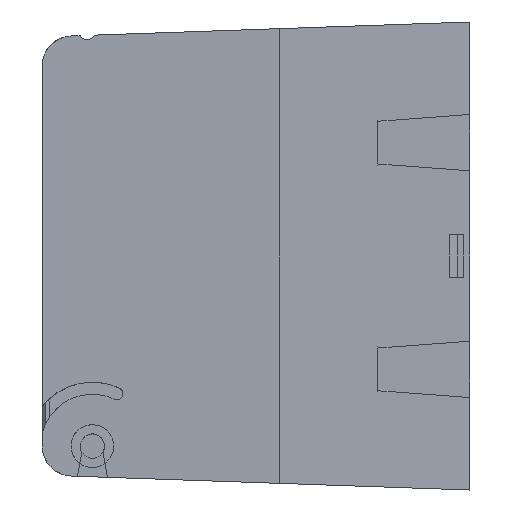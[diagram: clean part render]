
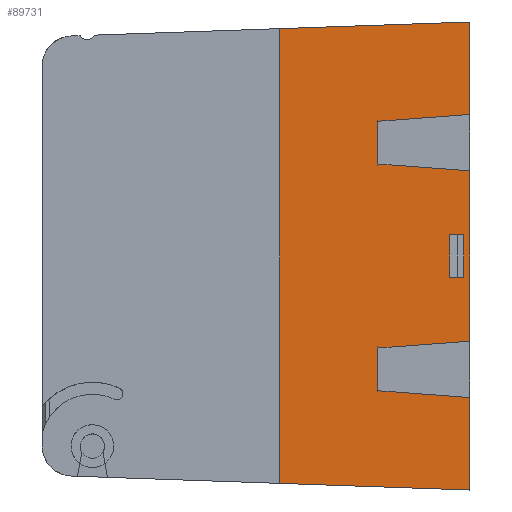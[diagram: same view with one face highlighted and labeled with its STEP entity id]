
A CAD part, left-side view. The second image highlights one B-rep face of the part: STEP entity #89731.
In plain terms, the highlighted planar face has unit normal (1, 0, 0).
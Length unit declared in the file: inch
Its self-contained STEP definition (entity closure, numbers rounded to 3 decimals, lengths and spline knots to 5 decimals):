
#49 = EDGE_CURVE ( 'NONE', #79174, #68938, #31817, .T. ) ;
#931 = EDGE_LOOP ( 'NONE', ( #36556, #23937, #50019, #48916 ) ) ;
#1255 = ORIENTED_EDGE ( 'NONE', *, *, #83080, .F. ) ;
#1446 = LINE ( 'NONE', #64778, #40864 ) ;
#5974 = EDGE_CURVE ( 'NONE', #68938, #9642, #74893, .T. ) ;
#7653 = VERTEX_POINT ( 'NONE', #49731 ) ;
#8112 = CARTESIAN_POINT ( 'NONE',  ( -1.395, 0., 1.53756 ) ) ;
#9642 = VERTEX_POINT ( 'NONE', #26653 ) ;
#10292 = CARTESIAN_POINT ( 'NONE',  ( -1.395, 0.604, 0.88523 ) ) ;
#11587 = VECTOR ( 'NONE', #11780, 39.37008 ) ;
#11780 = DIRECTION ( 'NONE',  ( 0., -0.997, 0.074 ) ) ;
#12454 = CARTESIAN_POINT ( 'NONE',  ( -1.395, 0., 1.4375 ) ) ;
#12711 = CARTESIAN_POINT ( 'NONE',  ( -1.395, 0.594, -0.5 ) ) ;
#13080 = ORIENTED_EDGE ( 'NONE', *, *, #22755, .F. ) ;
#13661 = EDGE_CURVE ( 'NONE', #9642, #7653, #80872, .T. ) ;
#13718 = LINE ( 'NONE', #85118, #50737 ) ;
#14646 = LINE ( 'NONE', #69107, #31990 ) ;
#15764 = CARTESIAN_POINT ( 'NONE',  ( -1.395, 1.25, 3.60036 ) ) ;
#16101 = VECTOR ( 'NONE', #31314, 39.37008 ) ;
#16907 = DIRECTION ( 'NONE',  ( 0., 0., 1. ) ) ;
#17373 = EDGE_CURVE ( 'NONE', #75296, #82150, #72746, .T. ) ;
#17899 = VERTEX_POINT ( 'NONE', #78164 ) ;
#19958 = DIRECTION ( 'NONE',  ( 0., 0., 1. ) ) ;
#20223 = DIRECTION ( 'NONE',  ( 0., 0., 1. ) ) ;
#20306 = CARTESIAN_POINT ( 'NONE',  ( -1.395, 0.604, 0.60477 ) ) ;
#20355 = ORIENTED_EDGE ( 'NONE', *, *, #83311, .F. ) ;
#20881 = DIRECTION ( 'NONE',  ( 0., 0., 1. ) ) ;
#21420 = DIRECTION ( 'NONE',  ( 0., -1., 0. ) ) ;
#22253 = CARTESIAN_POINT ( 'NONE',  ( -1.395, 0.133, 0.14 ) ) ;
#22755 = EDGE_CURVE ( 'NONE', #82150, #26078, #50963, .T. ) ;
#23037 = ORIENTED_EDGE ( 'NONE', *, *, #17373, .F. ) ;
#23937 = ORIENTED_EDGE ( 'NONE', *, *, #13661, .F. ) ;
#24141 = DIRECTION ( 'NONE',  ( 0., 0., 1. ) ) ;
#24236 = VECTOR ( 'NONE', #25342, 39.37008 ) ;
#25342 = DIRECTION ( 'NONE',  ( 0., 1., 0. ) ) ;
#26078 = VERTEX_POINT ( 'NONE', #37264 ) ;
#26206 = LINE ( 'NONE', #85182, #82852 ) ;
#26653 = CARTESIAN_POINT ( 'NONE',  ( -1.395, 0.04, -0.14 ) ) ;
#27308 = VERTEX_POINT ( 'NONE', #59440 ) ;
#27998 = EDGE_CURVE ( 'NONE', #7653, #79174, #1446, .T. ) ;
#28377 = AXIS2_PLACEMENT_3D ( 'NONE', #12711, #64438, #20223 ) ;
#29163 = VERTEX_POINT ( 'NONE', #69775 ) ;
#29692 = VERTEX_POINT ( 'NONE', #42581 ) ;
#30038 = DIRECTION ( 'NONE',  ( 0., 0., -1. ) ) ;
#31252 = VERTEX_POINT ( 'NONE', #50934 ) ;
#31314 = DIRECTION ( 'NONE',  ( 0., 0., 1. ) ) ;
#31817 = LINE ( 'NONE', #89414, #51486 ) ;
#31990 = VECTOR ( 'NONE', #76540, 39.37008 ) ;
#33951 = EDGE_CURVE ( 'NONE', #27308, #29692, #41863, .T. ) ;
#36556 = ORIENTED_EDGE ( 'NONE', *, *, #27998, .F. ) ;
#37264 = CARTESIAN_POINT ( 'NONE',  ( -1.395, 0., 0.93 ) ) ;
#38224 = DIRECTION ( 'NONE',  ( 0., 0.997, 0.074 ) ) ;
#40864 = VECTOR ( 'NONE', #20881, 39.37008 ) ;
#40901 = DIRECTION ( 'NONE',  ( 0., 0.997, 0.074 ) ) ;
#41863 = LINE ( 'NONE', #82481, #59182 ) ;
#42581 = CARTESIAN_POINT ( 'NONE',  ( -1.395, 0.604, -0.88523 ) ) ;
#43734 = ORIENTED_EDGE ( 'NONE', *, *, #82745, .F. ) ;
#43802 = VERTEX_POINT ( 'NONE', #47137 ) ;
#45635 = VECTOR ( 'NONE', #30038, 39.37008 ) ;
#47137 = CARTESIAN_POINT ( 'NONE',  ( -1.395, 0., 0.56 ) ) ;
#47923 = CARTESIAN_POINT ( 'NONE',  ( -1.395, 0.604, -0.60477 ) ) ;
#48916 = ORIENTED_EDGE ( 'NONE', *, *, #49, .F. ) ;
#48971 = CARTESIAN_POINT ( 'NONE',  ( -1.395, 0.04, -0.5 ) ) ;
#49650 = CARTESIAN_POINT ( 'NONE',  ( -1.395, 0., -0.56 ) ) ;
#49731 = CARTESIAN_POINT ( 'NONE',  ( -1.395, 0.133, -0.14 ) ) ;
#50019 = ORIENTED_EDGE ( 'NONE', *, *, #5974, .F. ) ;
#50737 = VECTOR ( 'NONE', #92527, 39.37008 ) ;
#50833 = EDGE_LOOP ( 'NONE', ( #77075, #78185, #86219, #78629, #60664, #43734, #13080, #23037, #1255, #20355, #56166, #95132 ) ) ;
#50884 = FACE_OUTER_BOUND ( 'NONE', #50833, .T. ) ;
#50934 = CARTESIAN_POINT ( 'NONE',  ( -1.395, 1.25, -1.49391 ) ) ;
#50963 = LINE ( 'NONE', #71337, #11587 ) ;
#51486 = VECTOR ( 'NONE', #21420, 39.37008 ) ;
#51614 = LINE ( 'NONE', #64430, #88618 ) ;
#53083 = VECTOR ( 'NONE', #16907, 39.37008 ) ;
#55412 = LINE ( 'NONE', #83029, #16101 ) ;
#56166 = ORIENTED_EDGE ( 'NONE', *, *, #70035, .F. ) ;
#59182 = VECTOR ( 'NONE', #38224, 39.37008 ) ;
#59440 = CARTESIAN_POINT ( 'NONE',  ( -1.395, 0., -0.93 ) ) ;
#60664 = ORIENTED_EDGE ( 'NONE', *, *, #81467, .F. ) ;
#61344 = CARTESIAN_POINT ( 'NONE',  ( -1.395, 0.04, 0.14 ) ) ;
#62534 = LINE ( 'NONE', #68396, #79930 ) ;
#64430 = CARTESIAN_POINT ( 'NONE',  ( -1.395, 0., 1.4375 ) ) ;
#64438 = DIRECTION ( 'NONE',  ( -1., 0., 0. ) ) ;
#64778 = CARTESIAN_POINT ( 'NONE',  ( -1.395, 0.133, -0.5 ) ) ;
#65274 = LINE ( 'NONE', #15764, #45635 ) ;
#65604 = LINE ( 'NONE', #12454, #82955 ) ;
#67900 = CARTESIAN_POINT ( 'NONE',  ( -1.395, 0.604, -0.60477 ) ) ;
#68080 = VERTEX_POINT ( 'NONE', #8112 ) ;
#68396 = CARTESIAN_POINT ( 'NONE',  ( -1.395, 0., 1.4375 ) ) ;
#68938 = VERTEX_POINT ( 'NONE', #61344 ) ;
#69107 = CARTESIAN_POINT ( 'NONE',  ( -1.395, 0.00349, -1.53744 ) ) ;
#69561 = CARTESIAN_POINT ( 'NONE',  ( -1.395, 0.594, -0.14 ) ) ;
#69775 = CARTESIAN_POINT ( 'NONE',  ( -1.395, 1.25, 1.49391 ) ) ;
#70035 = EDGE_CURVE ( 'NONE', #73932, #93770, #73321, .T. ) ;
#70525 = FACE_BOUND ( 'NONE', #931, .T. ) ;
#71337 = CARTESIAN_POINT ( 'NONE',  ( -1.395, 0.604, 0.88523 ) ) ;
#71862 = EDGE_CURVE ( 'NONE', #17899, #27308, #62534, .T. ) ;
#72746 = LINE ( 'NONE', #81869, #53083 ) ;
#72973 = EDGE_CURVE ( 'NONE', #29692, #73932, #55412, .T. ) ;
#73321 = LINE ( 'NONE', #67900, #90661 ) ;
#73932 = VERTEX_POINT ( 'NONE', #47923 ) ;
#74893 = LINE ( 'NONE', #48971, #94571 ) ;
#74991 = EDGE_CURVE ( 'NONE', #31252, #17899, #14646, .T. ) ;
#75296 = VERTEX_POINT ( 'NONE', #20306 ) ;
#76540 = DIRECTION ( 'NONE',  ( 0., -0.999, -0.035 ) ) ;
#77075 = ORIENTED_EDGE ( 'NONE', *, *, #33951, .F. ) ;
#77902 = EDGE_CURVE ( 'NONE', #29163, #31252, #65274, .T. ) ;
#78164 = CARTESIAN_POINT ( 'NONE',  ( -1.395, 0., -1.53756 ) ) ;
#78185 = ORIENTED_EDGE ( 'NONE', *, *, #71862, .F. ) ;
#78629 = ORIENTED_EDGE ( 'NONE', *, *, #77902, .F. ) ;
#78997 = PLANE ( 'NONE',  #28377 ) ;
#79174 = VERTEX_POINT ( 'NONE', #22253 ) ;
#79930 = VECTOR ( 'NONE', #24141, 39.37008 ) ;
#80872 = LINE ( 'NONE', #69561, #24236 ) ;
#81467 = EDGE_CURVE ( 'NONE', #68080, #29163, #13718, .T. ) ;
#81869 = CARTESIAN_POINT ( 'NONE',  ( -1.395, 0.604, -0.5 ) ) ;
#82150 = VERTEX_POINT ( 'NONE', #10292 ) ;
#82481 = CARTESIAN_POINT ( 'NONE',  ( -1.395, 0., -0.93 ) ) ;
#82745 = EDGE_CURVE ( 'NONE', #26078, #68080, #65604, .T. ) ;
#82759 = DIRECTION ( 'NONE',  ( 0., -0.997, 0.074 ) ) ;
#82852 = VECTOR ( 'NONE', #40901, 39.37008 ) ;
#82955 = VECTOR ( 'NONE', #19958, 39.37008 ) ;
#83029 = CARTESIAN_POINT ( 'NONE',  ( -1.395, 0.604, -0.5 ) ) ;
#83080 = EDGE_CURVE ( 'NONE', #43802, #75296, #26206, .T. ) ;
#83311 = EDGE_CURVE ( 'NONE', #93770, #43802, #51614, .T. ) ;
#85118 = CARTESIAN_POINT ( 'NONE',  ( -1.395, 0.00349, 1.53744 ) ) ;
#85182 = CARTESIAN_POINT ( 'NONE',  ( -1.395, 0., 0.56 ) ) ;
#86219 = ORIENTED_EDGE ( 'NONE', *, *, #74991, .F. ) ;
#88618 = VECTOR ( 'NONE', #93880, 39.37008 ) ;
#89414 = CARTESIAN_POINT ( 'NONE',  ( -1.395, 0.594, 0.14 ) ) ;
#89731 = ADVANCED_FACE ( 'NONE', ( #70525, #50884 ), #78997, .F. ) ;
#90661 = VECTOR ( 'NONE', #82759, 39.37008 ) ;
#92527 = DIRECTION ( 'NONE',  ( 0., 0.999, -0.035 ) ) ;
#93272 = DIRECTION ( 'NONE',  ( 0., 0., -1. ) ) ;
#93770 = VERTEX_POINT ( 'NONE', #49650 ) ;
#93880 = DIRECTION ( 'NONE',  ( 0., 0., 1. ) ) ;
#94571 = VECTOR ( 'NONE', #93272, 39.37008 ) ;
#95132 = ORIENTED_EDGE ( 'NONE', *, *, #72973, .F. ) ;
